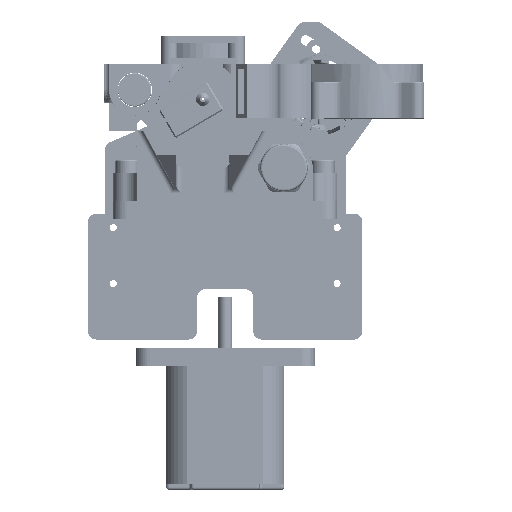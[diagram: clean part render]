
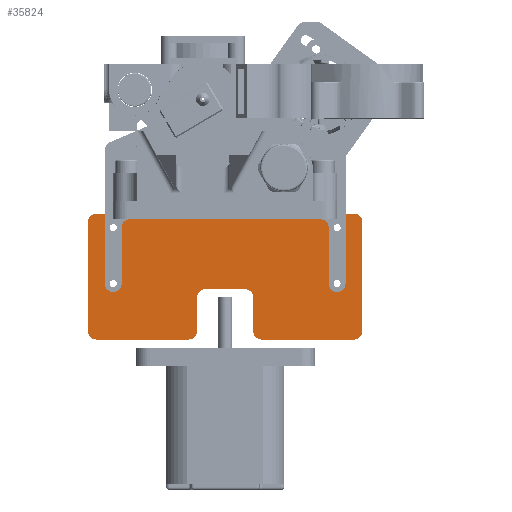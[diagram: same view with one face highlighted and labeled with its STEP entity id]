
A CAD part, front view. The second image highlights one B-rep face of the part: STEP entity #35824.
In plain terms, the highlighted planar face has unit normal (0, -1, 0).
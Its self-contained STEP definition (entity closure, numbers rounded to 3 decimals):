
#2117=FACE_BOUND('',#7639,.T.);
#2118=FACE_BOUND('',#7640,.T.);
#2119=FACE_BOUND('',#7641,.T.);
#2120=FACE_BOUND('',#7642,.T.);
#2899=PLANE('',#40204);
#4924=FACE_OUTER_BOUND('',#7638,.T.);
#7638=EDGE_LOOP('',(#32698,#32699,#32700,#32701,#32702,#32703,#32704,#32705,
#32706,#32707,#32708,#32709,#32710,#32711,#32712,#32713));
#7639=EDGE_LOOP('',(#32714));
#7640=EDGE_LOOP('',(#32715));
#7641=EDGE_LOOP('',(#32716));
#7642=EDGE_LOOP('',(#32717));
#9913=LINE('',#83257,#12186);
#9916=LINE('',#83263,#12189);
#9917=LINE('',#83267,#12190);
#9918=LINE('',#83271,#12191);
#9919=LINE('',#83275,#12192);
#9920=LINE('',#83279,#12193);
#9921=LINE('',#83283,#12194);
#9922=LINE('',#83287,#12195);
#12186=VECTOR('',#51185,10.);
#12189=VECTOR('',#51190,10.);
#12190=VECTOR('',#51193,10.);
#12191=VECTOR('',#51196,10.);
#12192=VECTOR('',#51199,10.);
#12193=VECTOR('',#51202,10.);
#12194=VECTOR('',#51205,10.);
#12195=VECTOR('',#51208,10.);
#14452=CIRCLE('',#40202,3.);
#14453=CIRCLE('',#40205,3.);
#14454=CIRCLE('',#40206,3.);
#14455=CIRCLE('',#40207,3.);
#14456=CIRCLE('',#40208,3.);
#14457=CIRCLE('',#40209,3.);
#14458=CIRCLE('',#40210,3.);
#14459=CIRCLE('',#40211,3.);
#14460=CIRCLE('',#40212,1.25);
#14461=CIRCLE('',#40213,1.25);
#14462=CIRCLE('',#40214,1.25);
#14463=CIRCLE('',#40215,1.25);
#17789=VERTEX_POINT('',#83250);
#17790=VERTEX_POINT('',#83252);
#17791=VERTEX_POINT('',#83256);
#17793=VERTEX_POINT('',#83262);
#17794=VERTEX_POINT('',#83264);
#17795=VERTEX_POINT('',#83266);
#17796=VERTEX_POINT('',#83268);
#17797=VERTEX_POINT('',#83270);
#17798=VERTEX_POINT('',#83272);
#17799=VERTEX_POINT('',#83274);
#17800=VERTEX_POINT('',#83276);
#17801=VERTEX_POINT('',#83278);
#17802=VERTEX_POINT('',#83280);
#17803=VERTEX_POINT('',#83282);
#17804=VERTEX_POINT('',#83284);
#17805=VERTEX_POINT('',#83286);
#17806=VERTEX_POINT('',#83289);
#17807=VERTEX_POINT('',#83291);
#17808=VERTEX_POINT('',#83293);
#17809=VERTEX_POINT('',#83295);
#22764=EDGE_CURVE('',#17789,#17790,#14452,.T.);
#22766=EDGE_CURVE('',#17791,#17790,#9913,.T.);
#22769=EDGE_CURVE('',#17789,#17793,#9916,.T.);
#22770=EDGE_CURVE('',#17794,#17793,#14453,.T.);
#22771=EDGE_CURVE('',#17794,#17795,#9917,.T.);
#22772=EDGE_CURVE('',#17796,#17795,#14454,.T.);
#22773=EDGE_CURVE('',#17796,#17797,#9918,.T.);
#22774=EDGE_CURVE('',#17798,#17797,#14455,.T.);
#22775=EDGE_CURVE('',#17798,#17799,#9919,.T.);
#22776=EDGE_CURVE('',#17800,#17799,#14456,.T.);
#22777=EDGE_CURVE('',#17800,#17801,#9920,.T.);
#22778=EDGE_CURVE('',#17802,#17801,#14457,.T.);
#22779=EDGE_CURVE('',#17802,#17803,#9921,.T.);
#22780=EDGE_CURVE('',#17804,#17803,#14458,.T.);
#22781=EDGE_CURVE('',#17804,#17805,#9922,.T.);
#22782=EDGE_CURVE('',#17791,#17805,#14459,.T.);
#22783=EDGE_CURVE('',#17806,#17806,#14460,.T.);
#22784=EDGE_CURVE('',#17807,#17807,#14461,.T.);
#22785=EDGE_CURVE('',#17808,#17808,#14462,.T.);
#22786=EDGE_CURVE('',#17809,#17809,#14463,.T.);
#32698=ORIENTED_EDGE('',*,*,#22764,.F.);
#32699=ORIENTED_EDGE('',*,*,#22769,.T.);
#32700=ORIENTED_EDGE('',*,*,#22770,.F.);
#32701=ORIENTED_EDGE('',*,*,#22771,.T.);
#32702=ORIENTED_EDGE('',*,*,#22772,.F.);
#32703=ORIENTED_EDGE('',*,*,#22773,.T.);
#32704=ORIENTED_EDGE('',*,*,#22774,.F.);
#32705=ORIENTED_EDGE('',*,*,#22775,.T.);
#32706=ORIENTED_EDGE('',*,*,#22776,.F.);
#32707=ORIENTED_EDGE('',*,*,#22777,.T.);
#32708=ORIENTED_EDGE('',*,*,#22778,.F.);
#32709=ORIENTED_EDGE('',*,*,#22779,.T.);
#32710=ORIENTED_EDGE('',*,*,#22780,.F.);
#32711=ORIENTED_EDGE('',*,*,#22781,.T.);
#32712=ORIENTED_EDGE('',*,*,#22782,.F.);
#32713=ORIENTED_EDGE('',*,*,#22766,.T.);
#32714=ORIENTED_EDGE('',*,*,#22783,.F.);
#32715=ORIENTED_EDGE('',*,*,#22784,.F.);
#32716=ORIENTED_EDGE('',*,*,#22785,.F.);
#32717=ORIENTED_EDGE('',*,*,#22786,.F.);
#35824=ADVANCED_FACE('',(#4924,#2117,#2118,#2119,#2120),#2899,.F.);
#40202=AXIS2_PLACEMENT_3D('',#83253,#51180,#51181);
#40204=AXIS2_PLACEMENT_3D('',#83261,#51188,#51189);
#40205=AXIS2_PLACEMENT_3D('',#83265,#51191,#51192);
#40206=AXIS2_PLACEMENT_3D('',#83269,#51194,#51195);
#40207=AXIS2_PLACEMENT_3D('',#83273,#51197,#51198);
#40208=AXIS2_PLACEMENT_3D('',#83277,#51200,#51201);
#40209=AXIS2_PLACEMENT_3D('',#83281,#51203,#51204);
#40210=AXIS2_PLACEMENT_3D('',#83285,#51206,#51207);
#40211=AXIS2_PLACEMENT_3D('',#83288,#51209,#51210);
#40212=AXIS2_PLACEMENT_3D('',#83290,#51211,#51212);
#40213=AXIS2_PLACEMENT_3D('',#83292,#51213,#51214);
#40214=AXIS2_PLACEMENT_3D('',#83294,#51215,#51216);
#40215=AXIS2_PLACEMENT_3D('',#83296,#51217,#51218);
#51180=DIRECTION('center_axis',(0.,1.,0.));
#51181=DIRECTION('ref_axis',(0.707,0.,-0.707));
#51185=DIRECTION('',(1.,0.,0.));
#51188=DIRECTION('center_axis',(0.,1.,0.));
#51189=DIRECTION('ref_axis',(-1.,0.,0.));
#51190=DIRECTION('',(0.,0.,1.));
#51191=DIRECTION('center_axis',(0.,1.,0.));
#51192=DIRECTION('ref_axis',(0.707,0.,0.707));
#51193=DIRECTION('',(-1.,0.,0.));
#51194=DIRECTION('center_axis',(0.,1.,0.));
#51195=DIRECTION('ref_axis',(-0.707,0.,0.707));
#51196=DIRECTION('',(0.,0.,-1.));
#51197=DIRECTION('center_axis',(0.,1.,0.));
#51198=DIRECTION('ref_axis',(-0.707,0.,-0.707));
#51199=DIRECTION('',(1.,0.,0.));
#51200=DIRECTION('center_axis',(0.,1.,0.));
#51201=DIRECTION('ref_axis',(0.707,0.,-0.707));
#51202=DIRECTION('',(0.,0.,1.));
#51203=DIRECTION('center_axis',(0.,-1.,0.));
#51204=DIRECTION('ref_axis',(-0.707,0.,0.707));
#51205=DIRECTION('',(1.,0.,0.));
#51206=DIRECTION('center_axis',(0.,-1.,0.));
#51207=DIRECTION('ref_axis',(0.707,0.,0.707));
#51208=DIRECTION('',(0.,0.,-1.));
#51209=DIRECTION('center_axis',(0.,1.,0.));
#51210=DIRECTION('ref_axis',(-0.707,0.,-0.707));
#51211=DIRECTION('center_axis',(0.,-1.,0.));
#51212=DIRECTION('ref_axis',(-1.,0.,0.));
#51213=DIRECTION('center_axis',(0.,-1.,0.));
#51214=DIRECTION('ref_axis',(-1.,0.,0.));
#51215=DIRECTION('center_axis',(0.,-1.,0.));
#51216=DIRECTION('ref_axis',(-1.,0.,0.));
#51217=DIRECTION('center_axis',(0.,-1.,0.));
#51218=DIRECTION('ref_axis',(-1.,0.,0.));
#83250=CARTESIAN_POINT('',(49.,41.35,12.35));
#83252=CARTESIAN_POINT('',(46.,41.35,9.35));
#83253=CARTESIAN_POINT('Origin',(46.,41.35,12.35));
#83256=CARTESIAN_POINT('',(13.,41.35,9.35));
#83257=CARTESIAN_POINT('',(-49.,41.35,9.35));
#83261=CARTESIAN_POINT('Origin',(0.,41.35,31.85));
#83262=CARTESIAN_POINT('',(49.,41.35,51.35));
#83263=CARTESIAN_POINT('',(49.,41.35,9.35));
#83264=CARTESIAN_POINT('',(46.,41.35,54.35));
#83265=CARTESIAN_POINT('Origin',(46.,41.35,51.35));
#83266=CARTESIAN_POINT('',(-46.,41.35,54.35));
#83267=CARTESIAN_POINT('',(49.,41.35,54.35));
#83268=CARTESIAN_POINT('',(-49.,41.35,51.35));
#83269=CARTESIAN_POINT('Origin',(-46.,41.35,51.35));
#83270=CARTESIAN_POINT('',(-49.,41.35,12.35));
#83271=CARTESIAN_POINT('',(-49.,41.35,54.35));
#83272=CARTESIAN_POINT('',(-46.,41.35,9.35));
#83273=CARTESIAN_POINT('Origin',(-46.,41.35,12.35));
#83274=CARTESIAN_POINT('',(-13.,41.35,9.35));
#83275=CARTESIAN_POINT('',(-49.,41.35,9.35));
#83276=CARTESIAN_POINT('',(-10.,41.35,12.35));
#83277=CARTESIAN_POINT('Origin',(-13.,41.35,12.35));
#83278=CARTESIAN_POINT('',(-10.,41.35,24.4));
#83279=CARTESIAN_POINT('',(-10.,41.35,9.35));
#83280=CARTESIAN_POINT('',(-7.,41.35,27.4));
#83281=CARTESIAN_POINT('Origin',(-7.,41.35,24.4));
#83282=CARTESIAN_POINT('',(7.,41.35,27.4));
#83283=CARTESIAN_POINT('',(-10.,41.35,27.4));
#83284=CARTESIAN_POINT('',(10.,41.35,24.4));
#83285=CARTESIAN_POINT('Origin',(7.,41.35,24.4));
#83286=CARTESIAN_POINT('',(10.,41.35,12.35));
#83287=CARTESIAN_POINT('',(10.,41.35,27.4));
#83288=CARTESIAN_POINT('Origin',(13.,41.35,12.35));
#83289=CARTESIAN_POINT('',(-38.75,41.35,49.35));
#83290=CARTESIAN_POINT('Origin',(-40.,41.35,49.35));
#83291=CARTESIAN_POINT('',(-38.75,41.35,29.35));
#83292=CARTESIAN_POINT('Origin',(-40.,41.35,29.35));
#83293=CARTESIAN_POINT('',(41.25,41.35,49.35));
#83294=CARTESIAN_POINT('Origin',(40.,41.35,49.35));
#83295=CARTESIAN_POINT('',(41.25,41.35,29.35));
#83296=CARTESIAN_POINT('Origin',(40.,41.35,29.35));
